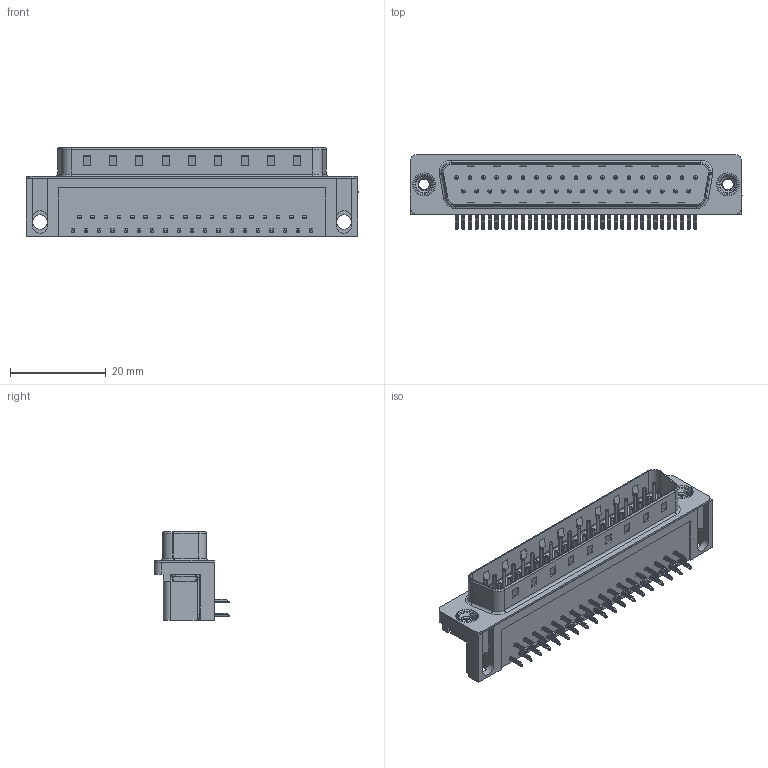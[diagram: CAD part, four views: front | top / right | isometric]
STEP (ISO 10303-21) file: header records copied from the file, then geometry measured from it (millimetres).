
FILE_DESCRIPTION (( 'STEP AP203' ), '1' );
FILE_NAME ('MHDR-37MNS-C1.STEP', '2025-11-26T16:59:16', ( '' ), ( '' ), 'SwSTEP 2.0', 'SolidWorks 2023', '' );
FILE_SCHEMA (( 'CONFIG_CONTROL_DESIGN' ));
Length unit declared in the file: millimetre
Products named in the file (7): MHDR Housing_37 Socket; MHDR Contact Bottom; MHDR Shell_37 Socket; MHDR 4-40 Threaded Rivet; MHDR Contact Top; MHDR Thru Hole Board Mount; MHDR-37MNS-C1
Assembly tree (43 placements, depth 2):
  MHDR-37MNS-C1
    MHDR Housing_37 Socket
    MHDR Shell_37 Socket
    MHDR Contact Bottom  x18
    MHDR Contact Top  x19
    MHDR Thru Hole Board Mount  x2
    MHDR 4-40 Threaded Rivet  x2
Bounding box: 69.4 x 15.73 x 18.5 mm (x, y, z)
Volume: 8686.5 mm3; surface area: 10150.2 mm2
Topology: 43 solids, 43 shells, 3197 faces, 7899 edges, 4869 vertices
Faces by surface type: plane 2011, cylinder 915, torus 253, cone 12, bspline 6
Entity records: 26786 total; most frequent: CARTESIAN_POINT 5831, DIRECTION 4046, ORIENTED_EDGE 3890, EDGE_CURVE 1945, VECTOR 1410, LINE 1410, AXIS2_PLACEMENT_3D 1318, VERTEX_POINT 1253
